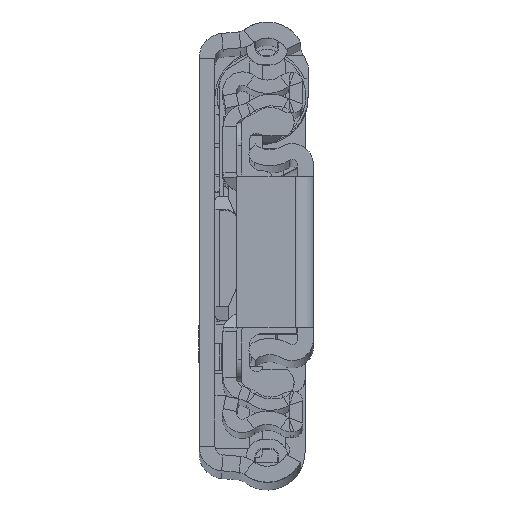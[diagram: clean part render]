
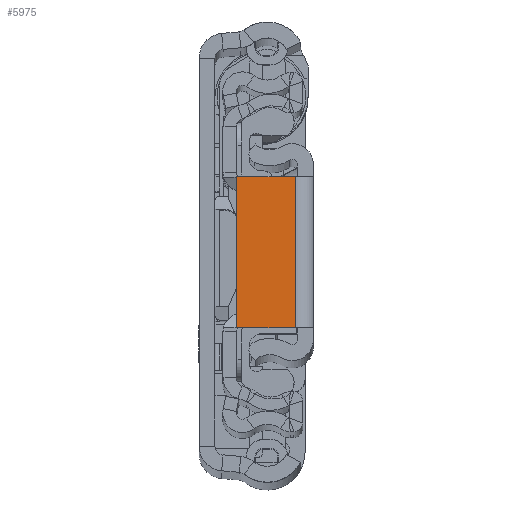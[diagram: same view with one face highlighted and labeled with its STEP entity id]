
A CAD part, top view. The second image highlights one B-rep face of the part: STEP entity #5975.
In plain terms, the highlighted planar face has unit normal (0, 0, 1).
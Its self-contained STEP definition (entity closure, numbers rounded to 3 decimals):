
#286 = EDGE_CURVE ( 'NONE', #15241, #10137, #8071, .T. ) ;
#2873 = EDGE_CURVE ( 'NONE', #10137, #20880, #11531, .T. ) ;
#3450 = VECTOR ( 'NONE', #18317, 1000. ) ;
#4889 = LINE ( 'NONE', #11167, #32669 ) ;
#5918 = VERTEX_POINT ( 'NONE', #19586 ) ;
#5975 = ADVANCED_FACE ( 'NONE', ( #10217 ), #37723, .F. ) ;
#8071 = LINE ( 'NONE', #35551, #3450 ) ;
#8402 = LINE ( 'NONE', #18884, #37501 ) ;
#9110 = CARTESIAN_POINT ( 'NONE',  ( -8.65, 8.5, 0. ) ) ;
#10137 = VERTEX_POINT ( 'NONE', #9110 ) ;
#10217 = FACE_OUTER_BOUND ( 'NONE', #35930, .T. ) ;
#10655 = CARTESIAN_POINT ( 'NONE',  ( -8.65, 0., 0. ) ) ;
#11159 = ORIENTED_EDGE ( 'NONE', *, *, #40783, .F. ) ;
#11167 = CARTESIAN_POINT ( 'NONE',  ( 0., -8.5, 0. ) ) ;
#11531 = LINE ( 'NONE', #10655, #33688 ) ;
#14403 = ORIENTED_EDGE ( 'NONE', *, *, #286, .T. ) ;
#15241 = VERTEX_POINT ( 'NONE', #37949 ) ;
#16580 = ORIENTED_EDGE ( 'NONE', *, *, #2873, .T. ) ;
#18317 = DIRECTION ( 'NONE',  ( -1., 0., 0. ) ) ;
#18884 = CARTESIAN_POINT ( 'NONE',  ( -2.05, -8.5, 0. ) ) ;
#19586 = CARTESIAN_POINT ( 'NONE',  ( -2.05, -8.5, 0. ) ) ;
#20880 = VERTEX_POINT ( 'NONE', #25738 ) ;
#21893 = DIRECTION ( 'NONE',  ( 1., 0., 0. ) ) ;
#25170 = DIRECTION ( 'NONE',  ( 0., -1., 0. ) ) ;
#25231 = EDGE_CURVE ( 'NONE', #20880, #5918, #4889, .T. ) ;
#25738 = CARTESIAN_POINT ( 'NONE',  ( -8.65, -8.5, 0. ) ) ;
#27434 = DIRECTION ( 'NONE',  ( 0., 0., -1. ) ) ;
#32669 = VECTOR ( 'NONE', #21893, 1000. ) ;
#33688 = VECTOR ( 'NONE', #25170, 1000. ) ;
#35521 = ORIENTED_EDGE ( 'NONE', *, *, #25231, .T. ) ;
#35551 = CARTESIAN_POINT ( 'NONE',  ( 0., 8.5, 0. ) ) ;
#35930 = EDGE_LOOP ( 'NONE', ( #11159, #14403, #16580, #35521 ) ) ;
#37501 = VECTOR ( 'NONE', #41994, 1000. ) ;
#37723 = PLANE ( 'NONE',  #42262 ) ;
#37949 = CARTESIAN_POINT ( 'NONE',  ( -2.05, 8.5, 0. ) ) ;
#37960 = CARTESIAN_POINT ( 'NONE',  ( 0., 0., 0. ) ) ;
#40783 = EDGE_CURVE ( 'NONE', #15241, #5918, #8402, .T. ) ;
#41117 = DIRECTION ( 'NONE',  ( -1., 0., 0. ) ) ;
#41994 = DIRECTION ( 'NONE',  ( 0., -1., 0. ) ) ;
#42262 = AXIS2_PLACEMENT_3D ( 'NONE', #37960, #27434, #41117 ) ;
